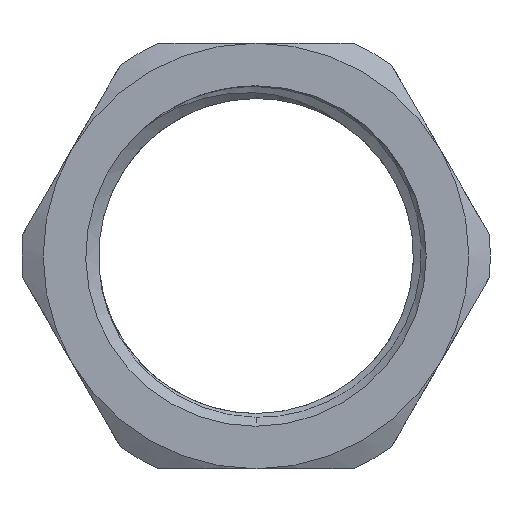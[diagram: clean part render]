
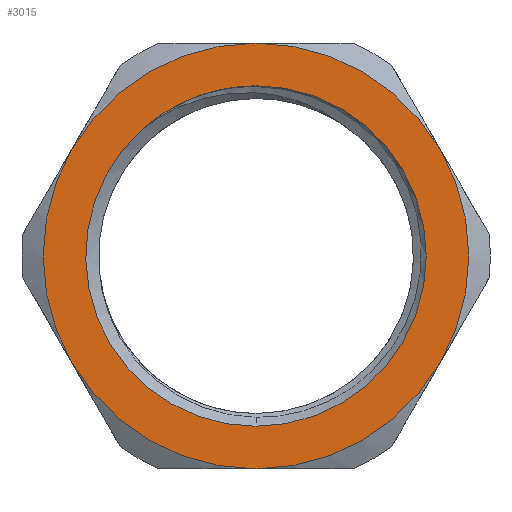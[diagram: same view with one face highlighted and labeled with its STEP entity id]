
A CAD part, front view. The second image highlights one B-rep face of the part: STEP entity #3015.
In plain terms, the highlighted planar face has unit normal (0, -1, 0).
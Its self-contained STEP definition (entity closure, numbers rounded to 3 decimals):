
#2 = CARTESIAN_POINT ( 'NONE',  ( -10.825, 0., -6.25 ) ) ;
#37 = CARTESIAN_POINT ( 'NONE',  ( 0., 0., 0. ) ) ;
#64 = VERTEX_POINT ( 'NONE', #137 ) ;
#101 = CARTESIAN_POINT ( 'NONE',  ( 0., 0., 0. ) ) ;
#116 = CIRCLE ( 'NONE', #3170, 12.5 ) ;
#133 = CIRCLE ( 'NONE', #2851, 12.5 ) ;
#137 = CARTESIAN_POINT ( 'NONE',  ( 10.825, 0., -6.25 ) ) ;
#152 = EDGE_CURVE ( 'NONE', #2002, #3237, #859, .T. ) ;
#199 = EDGE_CURVE ( 'NONE', #64, #2002, #3159, .T. ) ;
#206 = DIRECTION ( 'NONE',  ( 0., -1., 0. ) ) ;
#221 = VERTEX_POINT ( 'NONE', #2 ) ;
#300 = EDGE_LOOP ( 'NONE', ( #3368, #3132, #2978, #708, #2741, #819 ) ) ;
#347 = DIRECTION ( 'NONE',  ( 0., 0., -1. ) ) ;
#356 = CARTESIAN_POINT ( 'NONE',  ( 0., 0., 0. ) ) ;
#374 = CARTESIAN_POINT ( 'NONE',  ( 0., 0., 0. ) ) ;
#451 = DIRECTION ( 'NONE',  ( 0., -1., 0. ) ) ;
#465 = CARTESIAN_POINT ( 'NONE',  ( 0., 0., -12.5 ) ) ;
#525 = VERTEX_POINT ( 'NONE', #3030 ) ;
#600 = EDGE_CURVE ( 'NONE', #3237, #771, #1113, .T. ) ;
#697 = DIRECTION ( 'NONE',  ( 0., 1., 0. ) ) ;
#708 = ORIENTED_EDGE ( 'NONE', *, *, #3102, .T. ) ;
#754 = DIRECTION ( 'NONE',  ( 0., -1., 0. ) ) ;
#771 = VERTEX_POINT ( 'NONE', #2657 ) ;
#819 = ORIENTED_EDGE ( 'NONE', *, *, #199, .T. ) ;
#859 = CIRCLE ( 'NONE', #1585, 12.5 ) ;
#1003 = DIRECTION ( 'NONE',  ( 0., 1., 0. ) ) ;
#1087 = ORIENTED_EDGE ( 'NONE', *, *, #3487, .T. ) ;
#1095 = DIRECTION ( 'NONE',  ( 0., -1., 0. ) ) ;
#1100 = CARTESIAN_POINT ( 'NONE',  ( 0., 0., 12.5 ) ) ;
#1113 = CIRCLE ( 'NONE', #1552, 12.5 ) ;
#1161 = DIRECTION ( 'NONE',  ( 0., -1., 0. ) ) ;
#1239 = FACE_OUTER_BOUND ( 'NONE', #300, .T. ) ;
#1254 = CARTESIAN_POINT ( 'NONE',  ( 0., 0., 0. ) ) ;
#1287 = EDGE_CURVE ( 'NONE', #525, #1886, #2461, .T. ) ;
#1297 = DIRECTION ( 'NONE',  ( 0., 0., -1. ) ) ;
#1552 = AXIS2_PLACEMENT_3D ( 'NONE', #2374, #754, #1297 ) ;
#1585 = AXIS2_PLACEMENT_3D ( 'NONE', #2368, #206, #2188 ) ;
#1633 = DIRECTION ( 'NONE',  ( 0., 0., 1. ) ) ;
#1756 = FACE_BOUND ( 'NONE', #1874, .T. ) ;
#1767 = EDGE_CURVE ( 'NONE', #2496, #2866, #2560, .T. ) ;
#1796 = ORIENTED_EDGE ( 'NONE', *, *, #2875, .T. ) ;
#1820 = AXIS2_PLACEMENT_3D ( 'NONE', #101, #1161, #2267 ) ;
#1874 = EDGE_LOOP ( 'NONE', ( #1087, #2650, #1796, #2986 ) ) ;
#1885 = CARTESIAN_POINT ( 'NONE',  ( -3.109, 0., 9.505 ) ) ;
#1886 = VERTEX_POINT ( 'NONE', #2348 ) ;
#1998 = PLANE ( 'NONE',  #2234 ) ;
#2002 = VERTEX_POINT ( 'NONE', #3157 ) ;
#2073 = DIRECTION ( 'NONE',  ( 0., 0., 1. ) ) ;
#2089 = AXIS2_PLACEMENT_3D ( 'NONE', #2737, #2330, #3443 ) ;
#2110 = EDGE_CURVE ( 'NONE', #3418, #64, #116, .T. ) ;
#2118 = DIRECTION ( 'NONE',  ( 0., 0., -1. ) ) ;
#2148 = CARTESIAN_POINT ( 'NONE',  ( 0., 0., 0. ) ) ;
#2183 = CARTESIAN_POINT ( 'NONE',  ( 0., 0., 0. ) ) ;
#2188 = DIRECTION ( 'NONE',  ( 0., 0., -1. ) ) ;
#2234 = AXIS2_PLACEMENT_3D ( 'NONE', #374, #2281, #3106 ) ;
#2267 = DIRECTION ( 'NONE',  ( 0., 0., -1. ) ) ;
#2281 = DIRECTION ( 'NONE',  ( 0., 1., 0. ) ) ;
#2291 = CIRCLE ( 'NONE', #3194, 10. ) ;
#2330 = DIRECTION ( 'NONE',  ( 0., -1., 0. ) ) ;
#2348 = CARTESIAN_POINT ( 'NONE',  ( -6.674, 0., 7.447 ) ) ;
#2368 = CARTESIAN_POINT ( 'NONE',  ( 0., 0., 0. ) ) ;
#2374 = CARTESIAN_POINT ( 'NONE',  ( 0., 0., 0. ) ) ;
#2461 = CIRCLE ( 'NONE', #3408, 10. ) ;
#2496 = VERTEX_POINT ( 'NONE', #1885 ) ;
#2528 = EDGE_CURVE ( 'NONE', #771, #221, #3294, .T. ) ;
#2560 = CIRCLE ( 'NONE', #2612, 10. ) ;
#2596 = DIRECTION ( 'NONE',  ( 0., 0., 1. ) ) ;
#2612 = AXIS2_PLACEMENT_3D ( 'NONE', #356, #2779, #2810 ) ;
#2650 = ORIENTED_EDGE ( 'NONE', *, *, #1767, .T. ) ;
#2657 = CARTESIAN_POINT ( 'NONE',  ( -10.825, 0., 6.25 ) ) ;
#2737 = CARTESIAN_POINT ( 'NONE',  ( 0., 0., 0. ) ) ;
#2741 = ORIENTED_EDGE ( 'NONE', *, *, #2110, .T. ) ;
#2779 = DIRECTION ( 'NONE',  ( 0., 1., 0. ) ) ;
#2810 = DIRECTION ( 'NONE',  ( 0., 0., 1. ) ) ;
#2851 = AXIS2_PLACEMENT_3D ( 'NONE', #3177, #451, #2118 ) ;
#2866 = VERTEX_POINT ( 'NONE', #2913 ) ;
#2875 = EDGE_CURVE ( 'NONE', #2866, #525, #2291, .T. ) ;
#2913 = CARTESIAN_POINT ( 'NONE',  ( 0., 0., 10. ) ) ;
#2978 = ORIENTED_EDGE ( 'NONE', *, *, #2528, .T. ) ;
#2986 = ORIENTED_EDGE ( 'NONE', *, *, #1287, .T. ) ;
#3015 = ADVANCED_FACE ( 'NONE', ( #1756, #1239 ), #1998, .F. ) ;
#3030 = CARTESIAN_POINT ( 'NONE',  ( 0., 0., -10. ) ) ;
#3102 = EDGE_CURVE ( 'NONE', #221, #3418, #133, .T. ) ;
#3106 = DIRECTION ( 'NONE',  ( 0., 0., 1. ) ) ;
#3132 = ORIENTED_EDGE ( 'NONE', *, *, #600, .T. ) ;
#3157 = CARTESIAN_POINT ( 'NONE',  ( 10.825, 0., 6.25 ) ) ;
#3159 = CIRCLE ( 'NONE', #2089, 12.5 ) ;
#3170 = AXIS2_PLACEMENT_3D ( 'NONE', #37, #1095, #347 ) ;
#3177 = CARTESIAN_POINT ( 'NONE',  ( 0., 0., 0. ) ) ;
#3194 = AXIS2_PLACEMENT_3D ( 'NONE', #1254, #697, #2596 ) ;
#3237 = VERTEX_POINT ( 'NONE', #1100 ) ;
#3294 = CIRCLE ( 'NONE', #1820, 12.5 ) ;
#3309 = CIRCLE ( 'NONE', #3361, 10. ) ;
#3361 = AXIS2_PLACEMENT_3D ( 'NONE', #2148, #1003, #2073 ) ;
#3368 = ORIENTED_EDGE ( 'NONE', *, *, #152, .T. ) ;
#3408 = AXIS2_PLACEMENT_3D ( 'NONE', #2183, #3499, #1633 ) ;
#3418 = VERTEX_POINT ( 'NONE', #465 ) ;
#3443 = DIRECTION ( 'NONE',  ( 0., 0., -1. ) ) ;
#3487 = EDGE_CURVE ( 'NONE', #1886, #2496, #3309, .T. ) ;
#3499 = DIRECTION ( 'NONE',  ( 0., 1., 0. ) ) ;
